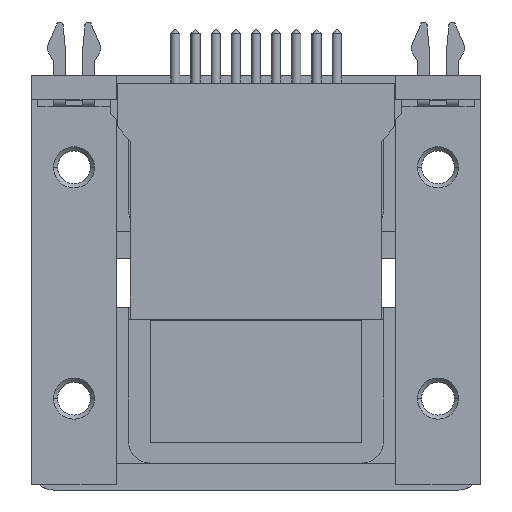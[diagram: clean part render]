
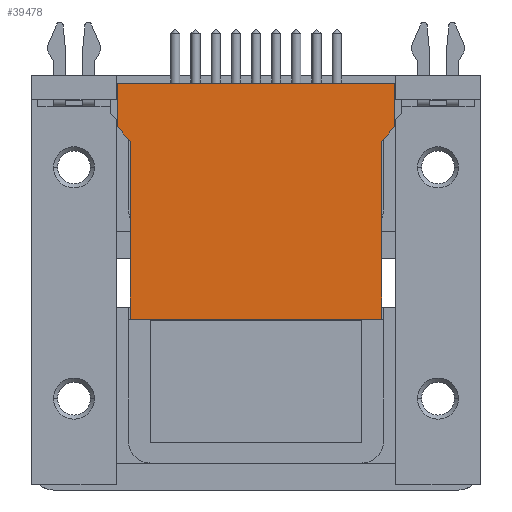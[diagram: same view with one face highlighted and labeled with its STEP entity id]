
A CAD part, front view. The second image highlights one B-rep face of the part: STEP entity #39478.
In plain terms, the highlighted planar face has unit normal (0, -1, 0).
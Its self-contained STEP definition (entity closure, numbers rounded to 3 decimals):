
#4239=DIRECTION('',(0.,0.,-1.));
#4240=VECTOR('',#4239,2.989);
#4241=CARTESIAN_POINT('',(9.499,-19.2,21.66));
#4242=LINE('',#4241,#4240);
#5973=DIRECTION('',(0.,0.,-1.));
#5974=VECTOR('',#5973,2.989);
#5975=CARTESIAN_POINT('',(-9.499,-19.2,21.66));
#5976=LINE('',#5975,#5974);
#6000=DIRECTION('',(0.,0.,1.));
#6001=VECTOR('',#6000,12.207);
#6002=CARTESIAN_POINT('',(-8.649,-19.2,5.46));
#6003=LINE('',#6002,#6001);
#6004=DIRECTION('',(-0.646,0.,0.763));
#6005=VECTOR('',#6004,1.315);
#6006=CARTESIAN_POINT('',(-8.649,-19.2,17.668));
#6007=LINE('',#6006,#6005);
#6008=DIRECTION('',(-1.,0.,0.));
#6009=VECTOR('',#6008,18.998);
#6010=CARTESIAN_POINT('',(9.499,-19.2,21.66));
#6011=LINE('',#6010,#6009);
#6012=DIRECTION('',(-0.646,0.,-0.763));
#6013=VECTOR('',#6012,1.315);
#6014=CARTESIAN_POINT('',(9.499,-19.2,18.671));
#6015=LINE('',#6014,#6013);
#6016=DIRECTION('',(0.,0.,1.));
#6017=VECTOR('',#6016,12.207);
#6018=CARTESIAN_POINT('',(8.649,-19.2,5.46));
#6019=LINE('',#6018,#6017);
#6020=DIRECTION('',(1.,0.,0.));
#6021=VECTOR('',#6020,17.297);
#6022=CARTESIAN_POINT('',(-8.649,-19.2,5.46));
#6023=LINE('',#6022,#6021);
#28027=CARTESIAN_POINT('',(9.499,-19.2,21.66));
#28028=CARTESIAN_POINT('',(-9.499,-19.2,21.66));
#28029=VERTEX_POINT('',#28027);
#28030=VERTEX_POINT('',#28028);
#28031=CARTESIAN_POINT('',(9.499,-19.2,18.671));
#28032=VERTEX_POINT('',#28031);
#28033=CARTESIAN_POINT('',(-9.499,-19.2,18.671));
#28034=VERTEX_POINT('',#28033);
#28035=CARTESIAN_POINT('',(-8.649,-19.2,17.668));
#28036=VERTEX_POINT('',#28035);
#28037=CARTESIAN_POINT('',(8.649,-19.2,17.668));
#28038=VERTEX_POINT('',#28037);
#28039=CARTESIAN_POINT('',(-8.649,-19.2,5.46));
#28040=VERTEX_POINT('',#28039);
#28041=CARTESIAN_POINT('',(8.649,-19.2,5.46));
#28042=VERTEX_POINT('',#28041);
#39460=CARTESIAN_POINT('',(9.499,-19.2,21.66));
#39461=DIRECTION('',(0.,-1.,0.));
#39462=DIRECTION('',(0.,0.,-1.));
#39463=AXIS2_PLACEMENT_3D('',#39460,#39461,#39462);
#39464=PLANE('',#39463);
#39466=ORIENTED_EDGE('',*,*,#39465,.T.);
#39467=ORIENTED_EDGE('',*,*,#39452,.T.);
#39468=ORIENTED_EDGE('',*,*,#39434,.F.);
#39469=ORIENTED_EDGE('',*,*,#36147,.F.);
#39470=ORIENTED_EDGE('',*,*,#36346,.T.);
#39471=ORIENTED_EDGE('',*,*,#36373,.T.);
#39473=ORIENTED_EDGE('',*,*,#39472,.F.);
#39475=ORIENTED_EDGE('',*,*,#39474,.F.);
#39476=EDGE_LOOP('',(#39466,#39467,#39468,#39469,#39470,#39471,#39473,#39475));
#39477=FACE_OUTER_BOUND('',#39476,.F.);
#36147=EDGE_CURVE('',#28029,#28030,#6011,.T.);
#36346=EDGE_CURVE('',#28029,#28032,#4242,.T.);
#36373=EDGE_CURVE('',#28032,#28038,#6015,.T.);
#39434=EDGE_CURVE('',#28030,#28034,#5976,.T.);
#39452=EDGE_CURVE('',#28036,#28034,#6007,.T.);
#39465=EDGE_CURVE('',#28040,#28036,#6003,.T.);
#39472=EDGE_CURVE('',#28042,#28038,#6019,.T.);
#39474=EDGE_CURVE('',#28040,#28042,#6023,.T.);
#39478=ADVANCED_FACE('',(#39477),#39464,.T.);
